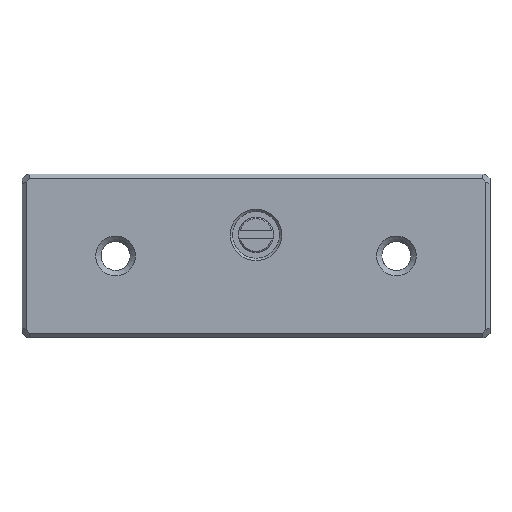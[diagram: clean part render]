
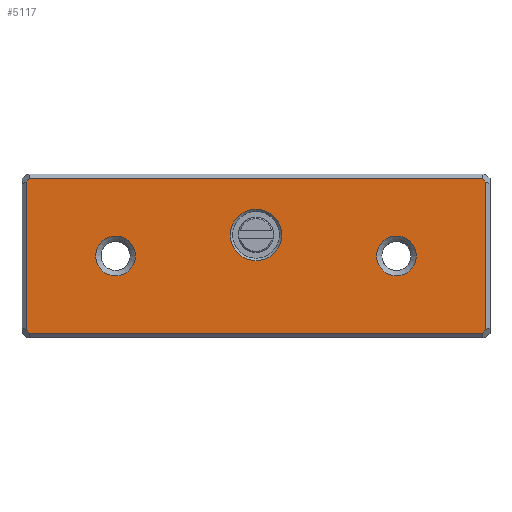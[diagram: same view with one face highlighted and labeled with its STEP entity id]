
A CAD part, top view. The second image highlights one B-rep face of the part: STEP entity #5117.
In plain terms, the highlighted planar face has unit normal (0, 0, 1).
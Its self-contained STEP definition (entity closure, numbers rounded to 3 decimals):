
#4297=FACE_BOUND('',#8365,.T.);
#4298=FACE_BOUND('',#8366,.T.);
#4299=FACE_BOUND('',#8367,.T.);
#4300=FACE_BOUND('',#8368,.T.);
#5117=ADVANCED_FACE('',(#4297,#4298,#4299,#4300),#6246,.F.);
#6246=PLANE('',#26660);
#8365=EDGE_LOOP('',(#12001));
#8366=EDGE_LOOP('',(#12002));
#8367=EDGE_LOOP('',(#12003));
#8368=EDGE_LOOP('',(#12004,#12005,#12006,#12007,#12008,#12009,#12010,#12011));
#9231=CIRCLE('',#26657,1.1);
#9232=CIRCLE('',#26658,0.85);
#9233=CIRCLE('',#26659,0.85);
#12001=ORIENTED_EDGE('',*,*,#19534,.T.);
#12002=ORIENTED_EDGE('',*,*,#19535,.T.);
#12003=ORIENTED_EDGE('',*,*,#19536,.T.);
#12004=ORIENTED_EDGE('',*,*,#19537,.T.);
#12005=ORIENTED_EDGE('',*,*,#19538,.T.);
#12006=ORIENTED_EDGE('',*,*,#19539,.T.);
#12007=ORIENTED_EDGE('',*,*,#19540,.T.);
#12008=ORIENTED_EDGE('',*,*,#19541,.T.);
#12009=ORIENTED_EDGE('',*,*,#19542,.T.);
#12010=ORIENTED_EDGE('',*,*,#19543,.T.);
#12011=ORIENTED_EDGE('',*,*,#19544,.T.);
#17057=VERTEX_POINT('',#36323);
#17058=VERTEX_POINT('',#36325);
#17059=VERTEX_POINT('',#36327);
#17060=VERTEX_POINT('',#36329);
#17061=VERTEX_POINT('',#36330);
#17062=VERTEX_POINT('',#36332);
#17063=VERTEX_POINT('',#36334);
#17064=VERTEX_POINT('',#36336);
#17065=VERTEX_POINT('',#36338);
#17066=VERTEX_POINT('',#36340);
#17067=VERTEX_POINT('',#36342);
#19534=EDGE_CURVE('',#17057,#17057,#9231,.T.);
#19535=EDGE_CURVE('',#17058,#17058,#9232,.T.);
#19536=EDGE_CURVE('',#17059,#17059,#9233,.T.);
#19537=EDGE_CURVE('',#17060,#17061,#22464,.T.);
#19538=EDGE_CURVE('',#17061,#17062,#22465,.T.);
#19539=EDGE_CURVE('',#17062,#17063,#22466,.T.);
#19540=EDGE_CURVE('',#17063,#17064,#22467,.T.);
#19541=EDGE_CURVE('',#17064,#17065,#22468,.T.);
#19542=EDGE_CURVE('',#17065,#17066,#22469,.T.);
#19543=EDGE_CURVE('',#17066,#17067,#22470,.T.);
#19544=EDGE_CURVE('',#17067,#17060,#22471,.T.);
#22464=LINE('',#36328,#25152);
#22465=LINE('',#36331,#25153);
#22466=LINE('',#36333,#25154);
#22467=LINE('',#36335,#25155);
#22468=LINE('',#36337,#25156);
#22469=LINE('',#36339,#25157);
#22470=LINE('',#36341,#25158);
#22471=LINE('',#36343,#25159);
#25152=VECTOR('',#29736,1.);
#25153=VECTOR('',#29737,1.);
#25154=VECTOR('',#29738,1.);
#25155=VECTOR('',#29739,1.);
#25156=VECTOR('',#29740,1.);
#25157=VECTOR('',#29741,1.);
#25158=VECTOR('',#29742,1.);
#25159=VECTOR('',#29743,1.);
#26657=AXIS2_PLACEMENT_3D('',#36322,#29730,#29731);
#26658=AXIS2_PLACEMENT_3D('',#36324,#29732,#29733);
#26659=AXIS2_PLACEMENT_3D('',#36326,#29734,#29735);
#26660=AXIS2_PLACEMENT_3D('',#36344,#29744,#29745);
#29730=DIRECTION('',(0.,0.,-1.));
#29731=DIRECTION('',(-1.,0.,0.));
#29732=DIRECTION('',(0.,0.,-1.));
#29733=DIRECTION('',(-1.,0.,0.));
#29734=DIRECTION('',(0.,0.,-1.));
#29735=DIRECTION('',(-1.,0.,0.));
#29736=DIRECTION('',(-0.577,-0.816,0.));
#29737=DIRECTION('',(0.,-1.,0.));
#29738=DIRECTION('',(0.577,-0.816,0.));
#29739=DIRECTION('',(1.,0.,0.));
#29740=DIRECTION('',(0.577,0.816,0.));
#29741=DIRECTION('',(0.,1.,0.));
#29742=DIRECTION('',(-0.577,0.816,0.));
#29743=DIRECTION('',(-1.,0.,0.));
#29744=DIRECTION('',(0.,0.,-1.));
#29745=DIRECTION('',(1.,0.,0.));
#36322=CARTESIAN_POINT('',(0.,0.9,4.));
#36323=CARTESIAN_POINT('',(-1.1,0.9,4.));
#36324=CARTESIAN_POINT('',(6.,0.,4.));
#36325=CARTESIAN_POINT('',(5.15,0.,4.));
#36326=CARTESIAN_POINT('',(-6.,0.,4.));
#36327=CARTESIAN_POINT('',(-6.85,0.,4.));
#36328=CARTESIAN_POINT('',(-9.735,3.25,4.));
#36329=CARTESIAN_POINT('',(-9.7,3.3,4.));
#36330=CARTESIAN_POINT('',(-9.8,3.159,4.));
#36331=CARTESIAN_POINT('',(-9.8,3.5,4.));
#36332=CARTESIAN_POINT('',(-9.8,-3.159,4.));
#36333=CARTESIAN_POINT('',(-9.735,-3.25,4.));
#36334=CARTESIAN_POINT('',(-9.7,-3.3,4.));
#36335=CARTESIAN_POINT('',(10.,-3.3,4.));
#36336=CARTESIAN_POINT('',(9.7,-3.3,4.));
#36337=CARTESIAN_POINT('',(9.735,-3.25,4.));
#36338=CARTESIAN_POINT('',(9.8,-3.159,4.));
#36339=CARTESIAN_POINT('',(9.8,2.876,4.));
#36340=CARTESIAN_POINT('',(9.8,3.159,4.));
#36341=CARTESIAN_POINT('',(9.735,3.25,4.));
#36342=CARTESIAN_POINT('',(9.7,3.3,4.));
#36343=CARTESIAN_POINT('',(10.,3.3,4.));
#36344=CARTESIAN_POINT('',(10.,3.5,4.));
